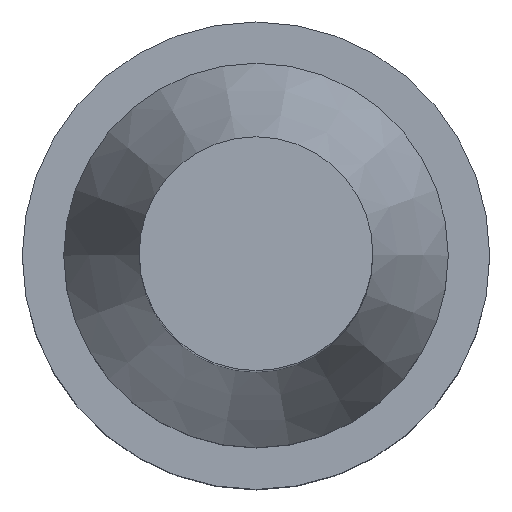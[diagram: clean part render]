
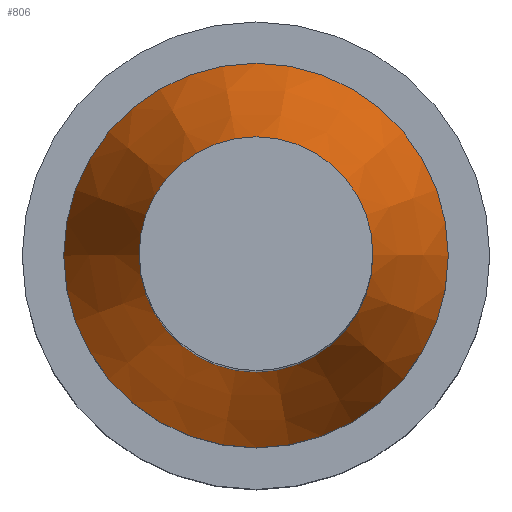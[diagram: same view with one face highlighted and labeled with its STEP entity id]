
A CAD part, top view. The second image highlights one B-rep face of the part: STEP entity #806.
In plain terms, the highlighted conical face has half-angle 18.435 degrees and reference radius 12.75 mm.
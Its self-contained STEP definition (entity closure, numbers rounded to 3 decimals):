
#31=FACE_BOUND($,#184,.T.);
#56=CIRCLE($,#860,7.75);
#57=CIRCLE($,#863,12.75);
#66=CONICAL_SURFACE($,#862,12.75,18.435);
#124=FACE_OUTER_BOUND($,#183,.T.);
#183=EDGE_LOOP($,(#685));
#184=EDGE_LOOP($,(#686));
#411=VERTEX_POINT($,#1452);
#412=VERTEX_POINT($,#1456);
#514=EDGE_CURVE($,#411,#411,#56,.T.);
#515=EDGE_CURVE($,#412,#412,#57,.T.);
#685=ORIENTED_EDGE($,*,*,#515,.F.);
#686=ORIENTED_EDGE($,*,*,#514,.T.);
#806=ADVANCED_FACE($,(#124,#31),#66,.T.);
#860=AXIS2_PLACEMENT_3D($,#1453,#1025,#1026);
#862=AXIS2_PLACEMENT_3D($,#1455,#1029,#1030);
#863=AXIS2_PLACEMENT_3D($,#1457,#1031,#1032);
#1025=DIRECTION('center_axis',(0.,0.,-1.));
#1026=DIRECTION('ref_axis',(-1.,0.,0.));
#1029=DIRECTION('center_axis',(0.,0.,-1.));
#1030=DIRECTION('ref_axis',(1.,0.,0.));
#1031=DIRECTION('center_axis',(0.,0.,-1.));
#1032=DIRECTION('ref_axis',(-1.,0.,0.));
#1452=CARTESIAN_POINT('',(-7.75,0.,42.));
#1453=CARTESIAN_POINT('Origin',(0.,0.,42.));
#1455=CARTESIAN_POINT('Origin',(0.,0.,27.));
#1456=CARTESIAN_POINT('',(12.75,0.,27.));
#1457=CARTESIAN_POINT('Origin',(0.,0.,27.));
